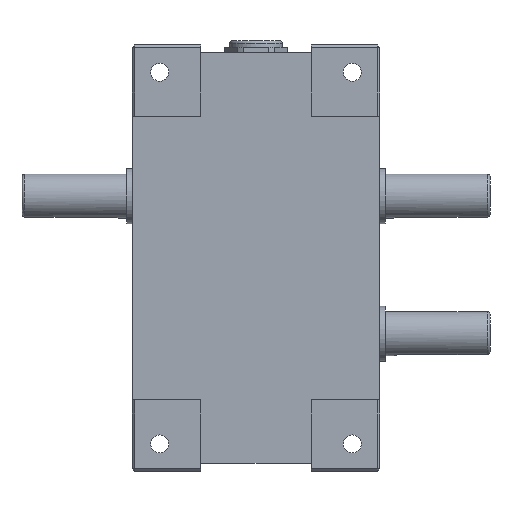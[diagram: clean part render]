
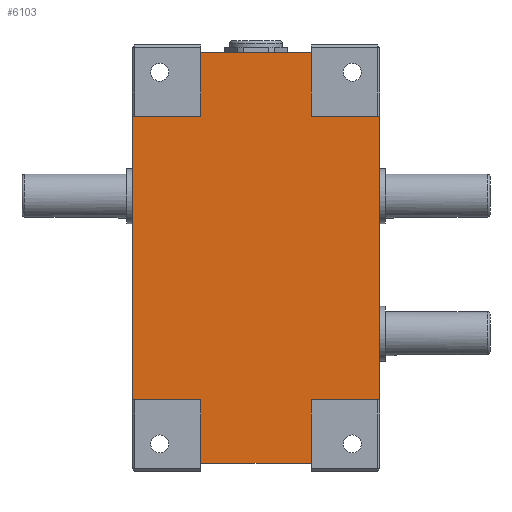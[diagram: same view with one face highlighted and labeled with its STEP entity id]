
A CAD part, front view. The second image highlights one B-rep face of the part: STEP entity #6103.
In plain terms, the highlighted planar face has unit normal (0, -1, 0).
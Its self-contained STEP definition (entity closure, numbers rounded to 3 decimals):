
#163 = EDGE_CURVE ( 'NONE', #11144, #1511, #18037, .T. ) ;
#190 = VERTEX_POINT ( 'NONE', #2743 ) ;
#392 = EDGE_LOOP ( 'NONE', ( #12419, #20743, #3639, #865, #2135, #9349, #10601, #14042, #9855, #895, #10452, #17563 ) ) ;
#606 = CARTESIAN_POINT ( 'NONE',  ( 20., -52., 29. ) ) ;
#865 = ORIENTED_EDGE ( 'NONE', *, *, #16512, .T. ) ;
#895 = ORIENTED_EDGE ( 'NONE', *, *, #20384, .F. ) ;
#1104 = DIRECTION ( 'NONE',  ( 1., 0., 0. ) ) ;
#1161 = CARTESIAN_POINT ( 'NONE',  ( -20., -52., -100. ) ) ;
#1352 = VERTEX_POINT ( 'NONE', #16691 ) ;
#1479 = LINE ( 'NONE', #23347, #3196 ) ;
#1511 = VERTEX_POINT ( 'NONE', #13156 ) ;
#1734 = EDGE_CURVE ( 'NONE', #1511, #21140, #13644, .T. ) ;
#2059 = CARTESIAN_POINT ( 'NONE',  ( 45., -52., 29. ) ) ;
#2135 = ORIENTED_EDGE ( 'NONE', *, *, #22471, .T. ) ;
#2200 = EDGE_CURVE ( 'NONE', #22374, #11126, #11905, .T. ) ;
#2546 = DIRECTION ( 'NONE',  ( 0., 0., 1. ) ) ;
#2743 = CARTESIAN_POINT ( 'NONE',  ( 20., -52., 52. ) ) ;
#3196 = VECTOR ( 'NONE', #16424, 1000. ) ;
#3639 = ORIENTED_EDGE ( 'NONE', *, *, #23383, .F. ) ;
#4257 = CARTESIAN_POINT ( 'NONE',  ( 20., -52., -100. ) ) ;
#4382 = VERTEX_POINT ( 'NONE', #2059 ) ;
#5183 = VECTOR ( 'NONE', #16988, 1000. ) ;
#6103 = ADVANCED_FACE ( 'NONE', ( #11480 ), #21173, .F. ) ;
#6175 = VERTEX_POINT ( 'NONE', #8615 ) ;
#6340 = VECTOR ( 'NONE', #14422, 1000. ) ;
#6922 = VECTOR ( 'NONE', #15182, 1000. ) ;
#7001 = CARTESIAN_POINT ( 'NONE',  ( -20., -52., -74. ) ) ;
#7153 = EDGE_CURVE ( 'NONE', #190, #1352, #20070, .T. ) ;
#7244 = CARTESIAN_POINT ( 'NONE',  ( -45., -52., 29. ) ) ;
#7495 = LINE ( 'NONE', #4257, #6922 ) ;
#8383 = CARTESIAN_POINT ( 'NONE',  ( -45., -52., 29. ) ) ;
#8615 = CARTESIAN_POINT ( 'NONE',  ( 20., -52., -74. ) ) ;
#8895 = CARTESIAN_POINT ( 'NONE',  ( -45., -52., 29. ) ) ;
#8998 = VECTOR ( 'NONE', #1104, 1000. ) ;
#9078 = EDGE_CURVE ( 'NONE', #22832, #4382, #10085, .T. ) ;
#9349 = ORIENTED_EDGE ( 'NONE', *, *, #9078, .T. ) ;
#9855 = ORIENTED_EDGE ( 'NONE', *, *, #7153, .T. ) ;
#10085 = LINE ( 'NONE', #15208, #5183 ) ;
#10215 = CARTESIAN_POINT ( 'NONE',  ( 20., -52., -97. ) ) ;
#10411 = CARTESIAN_POINT ( 'NONE',  ( -45., -52., 29. ) ) ;
#10452 = ORIENTED_EDGE ( 'NONE', *, *, #1734, .F. ) ;
#10527 = CARTESIAN_POINT ( 'NONE',  ( -20., -52., -100. ) ) ;
#10601 = ORIENTED_EDGE ( 'NONE', *, *, #17404, .F. ) ;
#11126 = VERTEX_POINT ( 'NONE', #7001 ) ;
#11144 = VERTEX_POINT ( 'NONE', #22501 ) ;
#11480 = FACE_OUTER_BOUND ( 'NONE', #392, .T. ) ;
#11905 = LINE ( 'NONE', #1161, #15639 ) ;
#12298 = VERTEX_POINT ( 'NONE', #606 ) ;
#12419 = ORIENTED_EDGE ( 'NONE', *, *, #15031, .T. ) ;
#12573 = VECTOR ( 'NONE', #20982, 1000. ) ;
#12591 = DIRECTION ( 'NONE',  ( -1., 0., 0. ) ) ;
#13083 = CARTESIAN_POINT ( 'NONE',  ( -20., -52., -97. ) ) ;
#13156 = CARTESIAN_POINT ( 'NONE',  ( -45., -52., 29. ) ) ;
#13543 = CARTESIAN_POINT ( 'NONE',  ( 20., -52., -100. ) ) ;
#13644 = LINE ( 'NONE', #10411, #15365 ) ;
#13736 = VERTEX_POINT ( 'NONE', #10215 ) ;
#14042 = ORIENTED_EDGE ( 'NONE', *, *, #18058, .T. ) ;
#14422 = DIRECTION ( 'NONE',  ( 1., 0., 0. ) ) ;
#14535 = LINE ( 'NONE', #10527, #21166 ) ;
#14895 = LINE ( 'NONE', #7244, #15196 ) ;
#15031 = EDGE_CURVE ( 'NONE', #11144, #11126, #20214, .T. ) ;
#15182 = DIRECTION ( 'NONE',  ( 0., 0., 1. ) ) ;
#15196 = VECTOR ( 'NONE', #18168, 1000. ) ;
#15208 = CARTESIAN_POINT ( 'NONE',  ( 45., -52., 29. ) ) ;
#15365 = VECTOR ( 'NONE', #15942, 1000. ) ;
#15639 = VECTOR ( 'NONE', #21461, 1000. ) ;
#15779 = DIRECTION ( 'NONE',  ( 0., 1., 0. ) ) ;
#15907 = DIRECTION ( 'NONE',  ( 0., 0., 1. ) ) ;
#15942 = DIRECTION ( 'NONE',  ( 1., 0., 0. ) ) ;
#16415 = LINE ( 'NONE', #21820, #6340 ) ;
#16424 = DIRECTION ( 'NONE',  ( -1., 0., 0. ) ) ;
#16512 = EDGE_CURVE ( 'NONE', #13736, #6175, #7495, .T. ) ;
#16640 = VECTOR ( 'NONE', #12591, 1000. ) ;
#16691 = CARTESIAN_POINT ( 'NONE',  ( -20., -52., 52. ) ) ;
#16988 = DIRECTION ( 'NONE',  ( 0., 0., 1. ) ) ;
#17404 = EDGE_CURVE ( 'NONE', #12298, #4382, #14895, .T. ) ;
#17563 = ORIENTED_EDGE ( 'NONE', *, *, #163, .F. ) ;
#18037 = LINE ( 'NONE', #8895, #12573 ) ;
#18058 = EDGE_CURVE ( 'NONE', #12298, #190, #20654, .T. ) ;
#18168 = DIRECTION ( 'NONE',  ( 1., 0., 0. ) ) ;
#19257 = AXIS2_PLACEMENT_3D ( 'NONE', #8383, #15779, #21251 ) ;
#20063 = VECTOR ( 'NONE', #2546, 1000. ) ;
#20070 = LINE ( 'NONE', #21826, #16640 ) ;
#20214 = LINE ( 'NONE', #21104, #8998 ) ;
#20384 = EDGE_CURVE ( 'NONE', #21140, #1352, #14535, .T. ) ;
#20654 = LINE ( 'NONE', #13543, #20063 ) ;
#20743 = ORIENTED_EDGE ( 'NONE', *, *, #2200, .F. ) ;
#20927 = CARTESIAN_POINT ( 'NONE',  ( -20., -52., 29. ) ) ;
#20982 = DIRECTION ( 'NONE',  ( 0., 0., 1. ) ) ;
#21104 = CARTESIAN_POINT ( 'NONE',  ( -45., -52., -74. ) ) ;
#21140 = VERTEX_POINT ( 'NONE', #20927 ) ;
#21166 = VECTOR ( 'NONE', #15907, 1000. ) ;
#21173 = PLANE ( 'NONE',  #19257 ) ;
#21251 = DIRECTION ( 'NONE',  ( 1., 0., 0. ) ) ;
#21461 = DIRECTION ( 'NONE',  ( 0., 0., 1. ) ) ;
#21820 = CARTESIAN_POINT ( 'NONE',  ( -45., -52., -74. ) ) ;
#21826 = CARTESIAN_POINT ( 'NONE',  ( 20., -52., 52. ) ) ;
#22374 = VERTEX_POINT ( 'NONE', #13083 ) ;
#22471 = EDGE_CURVE ( 'NONE', #6175, #22832, #16415, .T. ) ;
#22501 = CARTESIAN_POINT ( 'NONE',  ( -45., -52., -74. ) ) ;
#22832 = VERTEX_POINT ( 'NONE', #23610 ) ;
#23347 = CARTESIAN_POINT ( 'NONE',  ( -45., -52., -97. ) ) ;
#23383 = EDGE_CURVE ( 'NONE', #13736, #22374, #1479, .T. ) ;
#23610 = CARTESIAN_POINT ( 'NONE',  ( 45., -52., -74. ) ) ;
